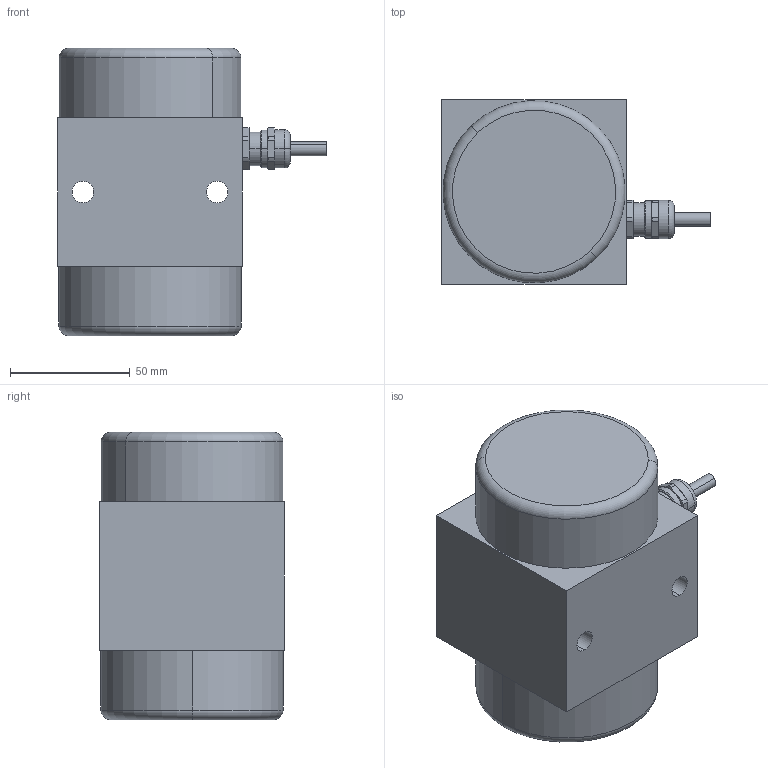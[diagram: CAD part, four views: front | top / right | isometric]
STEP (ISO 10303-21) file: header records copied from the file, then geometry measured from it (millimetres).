
FILE_DESCRIPTION (( 'STEP AP214' ), '1' );
FILE_NAME ('NED 5016 #03195000+03195001.STEP', '2021-07-08T11:28:28', ( '' ), ( '' ), 'SwSTEP 2.0', 'SolidWorks 2015', '' );
FILE_SCHEMA (( 'AUTOMOTIVE_DESIGN' ));
Length unit declared in the file: millimetre
Products named in the file (1): NED 5016 #03195000+03195001
Bounding box: 112 x 77 x 119.8 mm (x, y, z)
Volume: 440690.9 mm3; surface area: 85768.5 mm2
Topology: 5 solids, 6 shells, 180 faces, 417 edges, 263 vertices
Faces by surface type: cylinder 79, plane 57, cone 26, torus 18
Entity records: 5335 total; most frequent: CARTESIAN_POINT 1023, DIRECTION 959, ORIENTED_EDGE 830, EDGE_CURVE 415, AXIS2_PLACEMENT_3D 397, VERTEX_POINT 263, CIRCLE 216, EDGE_LOOP 208
